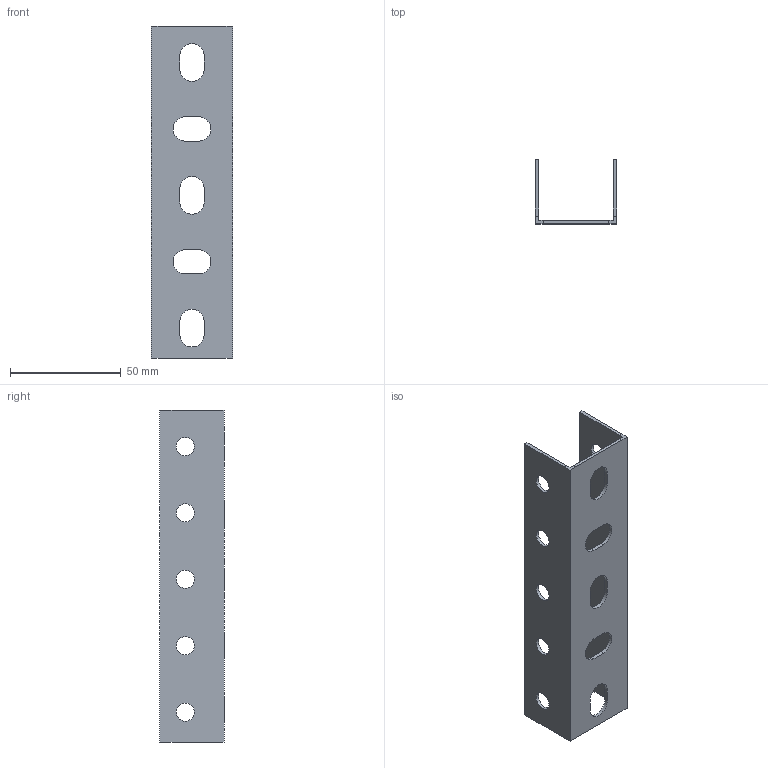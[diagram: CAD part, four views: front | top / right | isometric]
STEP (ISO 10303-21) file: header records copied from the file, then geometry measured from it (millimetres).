
FILE_DESCRIPTION(/* description */ (''),/* implementation_level */ '2;1');
FILE_NAME(/* name */ 'UP150.ipt.stp',/* time_stamp */ '2023-05-18T10:22:57+03:00',/* author */ ('Man88'),/* organization */ (''),/* preprocessor_version */ 'ST-DEVELOPER v19.2',/* originating_system */ 'Autodesk Inventor 2023',/* authorisation */ '');
FILE_SCHEMA (('AUTOMOTIVE_DESIGN { 1 0 10303 214 3 1 1 }'));
Length unit declared in the file: millimetre
Products named in the file (1): Универсальный 
профиль 150
Bounding box: 36.64 x 29 x 150 mm (x, y, z)
Volume: 18619.9 mm3; surface area: 26287 mm2
Topology: 1 solids, 1 shells, 48 faces, 138 edges, 92 vertices
Faces by surface type: plane 28, cylinder 20
Full cylindrical faces by diameter (mm): 8.2 x10
Entity records: 1733 total; most frequent: CARTESIAN_POINT 279, ORIENTED_EDGE 276, DIRECTION 276, EDGE_CURVE 138, LINE 98, VECTOR 98, VERTEX_POINT 92, AXIS2_PLACEMENT_3D 89
